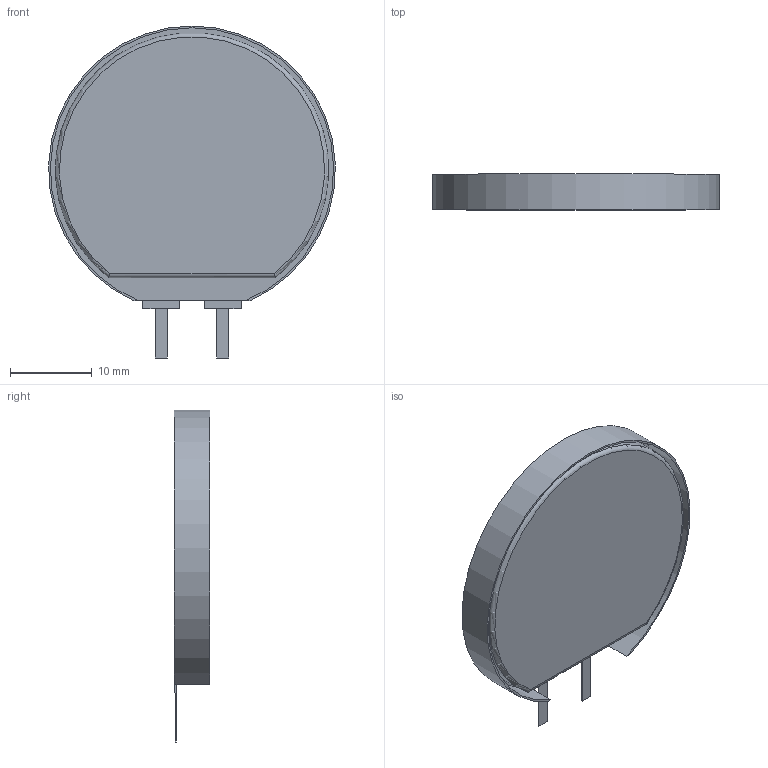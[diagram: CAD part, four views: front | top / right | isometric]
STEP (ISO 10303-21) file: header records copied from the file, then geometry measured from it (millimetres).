
FILE_DESCRIPTION(('CAx-IF Rec.Pracs.---Model Styling and Organization---1.5---2016-08-15','CAx-IF Rec.Pracs.---Geometric and Assembly Validation Properties---4.4---2016-08-17','CAx-IF Rec.Pracs.---User Defined Attributes---1.5---2016-08-15','CAx-IF Rec.Pracs.---External References---2.1---2005-01-19'),'2;1');
FILE_NAME('4435035.stp','2024-06-17T15:13:28',('Unspecified'),('Unspecified'),'CAD Exchanger 3.11.0 (cadexchanger.com)','Unspecified','');
FILE_SCHEMA(('AUTOMOTIVE_DESIGN { 1 0 10303 214 1 1 1 1 }'));
Length unit declared in the file: millimetre
Products named in the file (1): 4435035
Bounding box: 34.97 x 4.35 x 40.5 mm (x, y, z)
Volume: 3721.4 mm3; surface area: 3139.3 mm2
Topology: 1 solids, 1 shells, 31 faces, 70 edges, 46 vertices
Faces by surface type: plane 26, cylinder 4, torus 1
Entity records: 916 total; most frequent: CARTESIAN_POINT 194, ORIENTED_EDGE 140, DIRECTION 139, EDGE_CURVE 70, LINE 61, VECTOR 61, VERTEX_POINT 46, AXIS2_PLACEMENT_3D 39
